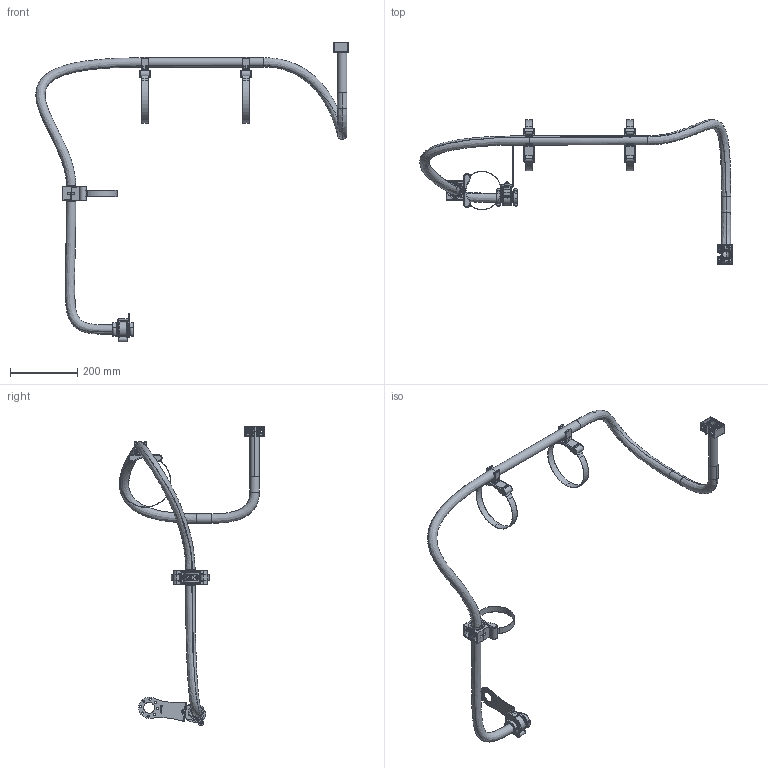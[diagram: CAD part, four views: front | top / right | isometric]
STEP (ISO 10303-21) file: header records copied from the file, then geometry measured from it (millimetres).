
FILE_DESCRIPTION (( 'STEP AP214' ), '1' );
FILE_NAME ('P2517-01.STEP', '2026-03-17T07:16:10', ( '' ), ( '' ), 'SwSTEP 2.0', 'SolidWorks 2024', '' );
FILE_SCHEMA (( 'AUTOMOTIVE_DESIGN' ));
Length unit declared in the file: millimetre
Products named in the file (1): P2517-01
Bounding box: 929.15 x 431.68 x 891.08 mm (x, y, z)
Volume: 933941.5 mm3; surface area: 610557.8 mm2
Topology: 34 solids, 34 shells, 2004 faces, 5088 edges, 3136 vertices
Faces by surface type: plane 673, cylinder 644, bspline 337, torus 242, cone 78, sphere 30
Entity records: 126960 total; most frequent: CARTESIAN_POINT 57881, ORIENTED_EDGE 10008, DIRECTION 9506, EDGE_CURVE 5004, AXIS2_PLACEMENT_3D 3650, VERTEX_POINT 3130, LINE 2206, VECTOR 2206
